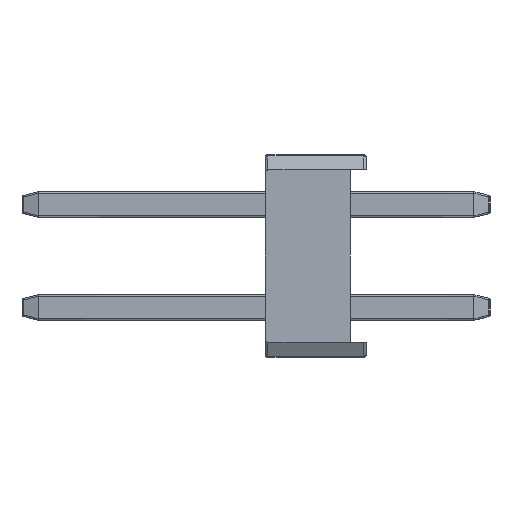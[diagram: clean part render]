
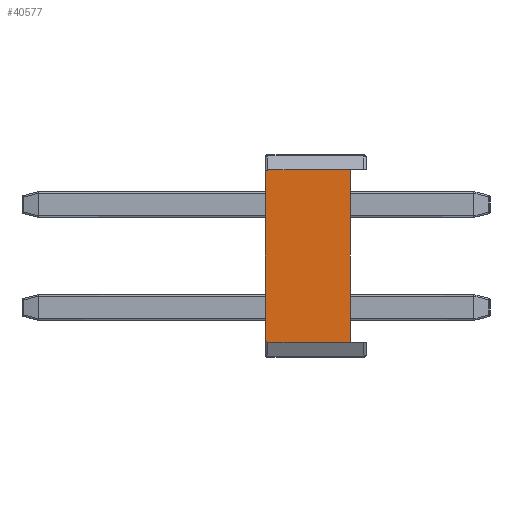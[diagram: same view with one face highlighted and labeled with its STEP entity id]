
A CAD part, left-side view. The second image highlights one B-rep face of the part: STEP entity #40577.
In plain terms, the highlighted planar face has unit normal (-1, 0, 0).
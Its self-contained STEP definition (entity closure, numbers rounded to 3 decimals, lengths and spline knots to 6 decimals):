
#1247=PLANE('',#46063);
#5566=LINE('',#73385,#8814);
#5610=LINE('',#73485,#8858);
#5611=LINE('',#73487,#8859);
#5612=LINE('',#73488,#8860);
#8814=VECTOR('',#58490,1.);
#8858=VECTOR('',#58598,1.);
#8859=VECTOR('',#58601,1.);
#8860=VECTOR('',#58602,1.);
#21372=ORIENTED_EDGE('',*,*,#27563,.F.);
#21373=ORIENTED_EDGE('',*,*,#27474,.T.);
#21374=ORIENTED_EDGE('',*,*,#27564,.T.);
#21375=ORIENTED_EDGE('',*,*,#27510,.F.);
#21376=ORIENTED_EDGE('',*,*,#27562,.F.);
#21377=ORIENTED_EDGE('',*,*,#27496,.T.);
#27474=EDGE_CURVE('',#31094,#31095,#32749,.T.);
#27496=EDGE_CURVE('',#31109,#31110,#32752,.T.);
#27510=EDGE_CURVE('',#31118,#31119,#5566,.T.);
#27562=EDGE_CURVE('',#31109,#31118,#5610,.T.);
#27563=EDGE_CURVE('',#31094,#31110,#5611,.T.);
#27564=EDGE_CURVE('',#31095,#31119,#5612,.T.);
#31094=VERTEX_POINT('',#73215);
#31095=VERTEX_POINT('',#73216);
#31109=VERTEX_POINT('',#73332);
#31110=VERTEX_POINT('',#73333);
#31118=VERTEX_POINT('',#73386);
#31119=VERTEX_POINT('',#73387);
#32749=CIRCLE('',#46014,0.00007);
#32752=CIRCLE('',#46024,0.00007);
#35311=EDGE_LOOP('',(#21372,#21373,#21374,#21375,#21376,#21377));
#37915=FACE_BOUND('',#35311,.T.);
#40577=ADVANCED_FACE('',(#37915),#1247,.F.);
#46014=AXIS2_PLACEMENT_3D('',#73214,#58438,#58439);
#46024=AXIS2_PLACEMENT_3D('',#73331,#58468,#58469);
#46063=AXIS2_PLACEMENT_3D('',#73486,#58599,#58600);
#58438=DIRECTION('',(-1.,0.,0.));
#58439=DIRECTION('',(0.,0.,-1.));
#58468=DIRECTION('',(-1.,0.,0.));
#58469=DIRECTION('',(0.,0.,-1.));
#58490=DIRECTION('',(0.,0.,-1.));
#58598=DIRECTION('',(0.,-1.,0.));
#58599=DIRECTION('',(1.,0.,0.));
#58600=DIRECTION('',(0.,0.,-1.));
#58601=DIRECTION('',(0.,0.,1.));
#58602=DIRECTION('',(0.,-1.,0.));
#73214=CARTESIAN_POINT('',(-0.00127,0.00118,-0.002055));
#73215=CARTESIAN_POINT('',(-0.00127,0.00125,-0.002055));
#73216=CARTESIAN_POINT('',(-0.00127,0.00118,-0.002125));
#73331=CARTESIAN_POINT('',(-0.00127,0.00118,0.002055));
#73332=CARTESIAN_POINT('',(-0.00127,0.00118,0.002125));
#73333=CARTESIAN_POINT('',(-0.00127,0.00125,0.002055));
#73385=CARTESIAN_POINT('',(-0.00127,-0.00085,-0.002125));
#73386=CARTESIAN_POINT('',(-0.00127,-0.00085,0.002125));
#73387=CARTESIAN_POINT('',(-0.00127,-0.00085,-0.002125));
#73485=CARTESIAN_POINT('',(-0.00127,0.00125,0.002125));
#73486=CARTESIAN_POINT('',(-0.00127,0.00125,-0.002125));
#73487=CARTESIAN_POINT('',(-0.00127,0.00125,-0.002125));
#73488=CARTESIAN_POINT('',(-0.00127,0.00125,-0.002125));
